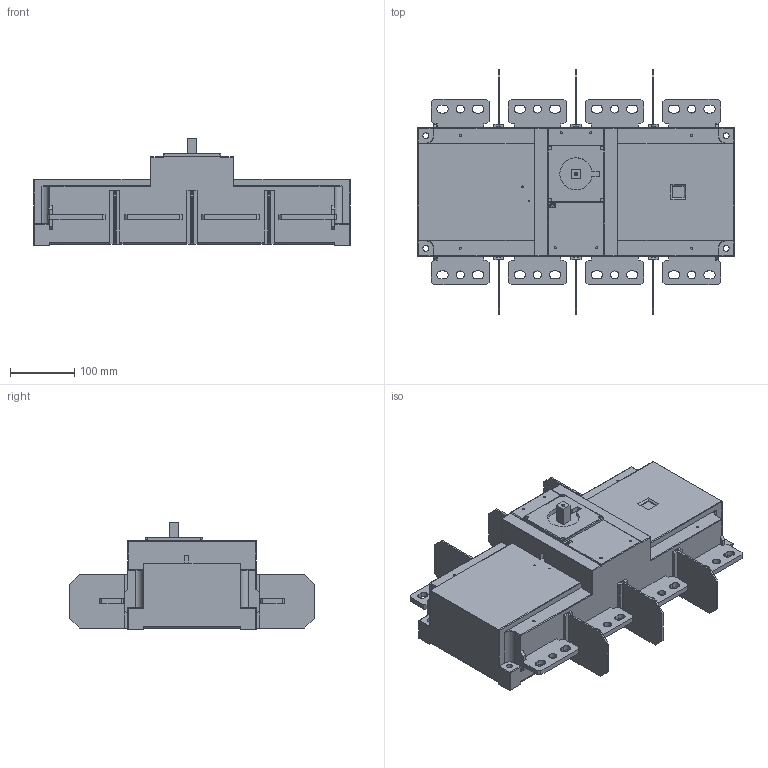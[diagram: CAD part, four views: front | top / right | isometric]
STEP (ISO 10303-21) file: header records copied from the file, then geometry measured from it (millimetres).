
FILE_DESCRIPTION((''),'2;1');
FILE_NAME('004661457_LBS_1600_3P_ASM','2021-09-22T',('marketing.praksa'),('Audax d.o.o.'),'CREO PARAMETRIC BY PTC INC, 2017480','CREO PARAMETRIC BY PTC INC, 2017480','');
FILE_SCHEMA(('AUTOMOTIVE_DESIGN { 1 0 10303 214 1 1 1 1 }'));
Length unit declared in the file: millimetre
Products named in the file (17): PRT7176_1_1; PRT7176_1_2; PRT7176_1_3; PRT7176_1_4; PRT7176_1_6; PRT7176_1_5; PRT7176_1_ASM; PRT7184_1; MI_1; PRT7185_1; KJL_ASM; PRT7175_1; PRT7186_1; LBS_1600_4P; PRT9569; PRT9570; 004661457_LBS_1600_3P_ASM
Assembly tree (19 placements, depth 3):
  004661457_LBS_1600_3P_ASM
    PRT7176_1_ASM
      PRT7176_1_1
      PRT7176_1_2
      PRT7176_1_3
      PRT7176_1_4
      PRT7176_1_6  x2
      PRT7176_1_5  x2
    PRT7184_1
    KJL_ASM  x2
      MI_1
      PRT7185_1
    PRT7175_1
    PRT7186_1
    LBS_1600_4P
    PRT9569
    PRT9570
Bounding box: 492 x 380.4 x 166 mm (x, y, z)
Volume: 10927462 mm3; surface area: 560862.1 mm2
Topology: 20 solids, 20 shells, 873 faces, 2330 edges, 1525 vertices
Faces by surface type: plane 622, cylinder 225, sphere 18, cone 4, torus 4
Entity records: 36257 total; most frequent: CARTESIAN_POINT 4358, ORIENTED_EDGE 4032, DIRECTION 4014, PRESENTATION_STYLE_ASSIGNMENT 2793, STYLED_ITEM 2793, CURVE_STYLE 2016, EDGE_CURVE 2016, VECTOR 1568
